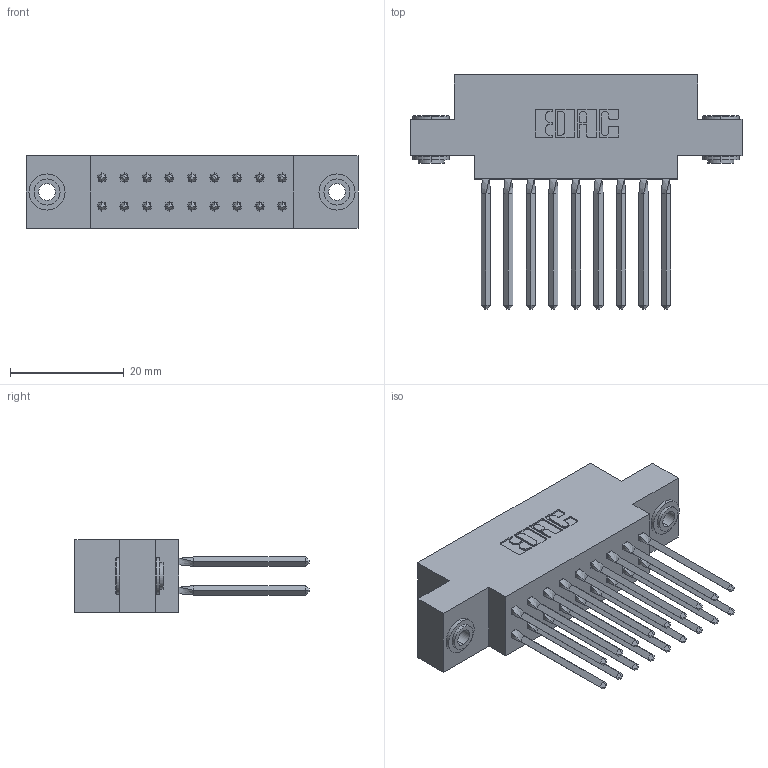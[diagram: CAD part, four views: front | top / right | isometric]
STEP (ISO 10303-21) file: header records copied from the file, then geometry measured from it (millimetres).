
FILE_DESCRIPTION (( 'STEP AP203' ), '1' );
FILE_NAME ('317-018-543-803.STEP', '2020-02-27T16:11:28', ( '' ), ( '' ), 'SwSTEP 2.0', 'SolidWorks 2016', '' );
FILE_SCHEMA (( 'CONFIG_CONTROL_DESIGN' ));
Length unit declared in the file: inch
Products named in the file (4): 317-290-001_543; 317 Part_.156 Dia - TH; 345-250-002_345-250-002-102; 317-018-543-803
Assembly tree (21 placements, depth 2):
  317-018-543-803
    317 Part_.156 Dia - TH
    317-290-001_543  x18
    345-250-002_345-250-002-102  x2
Bounding box: 58.37 x 41.15 x 12.7 mm (x, y, z)
Volume: 8789.4 mm3; surface area: 12250.9 mm2
Topology: 21 solids, 21 shells, 1742 faces, 4797 edges, 3092 vertices
Faces by surface type: plane 1382, cylinder 280, bspline 72, cone 8
Entity records: 18263 total; most frequent: CARTESIAN_POINT 3566, ORIENTED_EDGE 3058, DIRECTION 2597, EDGE_CURVE 1529, LINE 1249, VECTOR 1249, VERTEX_POINT 1011, AXIS2_PLACEMENT_3D 674
